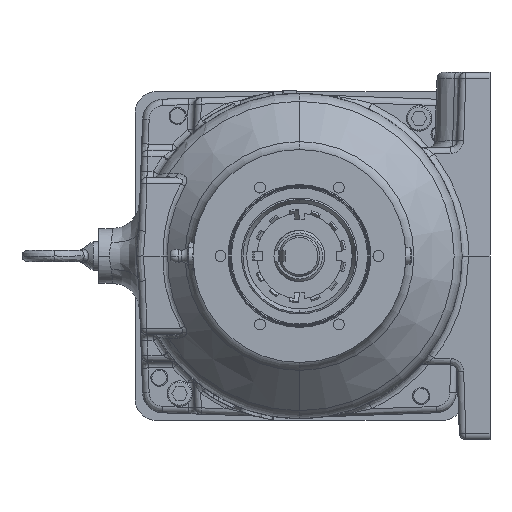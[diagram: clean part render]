
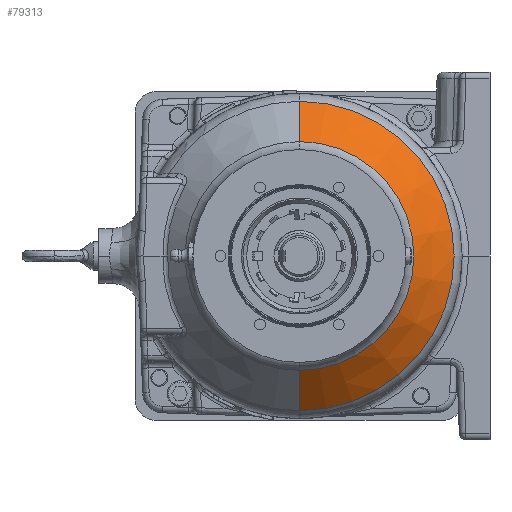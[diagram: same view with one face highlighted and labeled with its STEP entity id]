
A CAD part, left-side view. The second image highlights one B-rep face of the part: STEP entity #79313.
In plain terms, the highlighted conical face has half-angle 45 degrees and reference radius 49.67 mm.
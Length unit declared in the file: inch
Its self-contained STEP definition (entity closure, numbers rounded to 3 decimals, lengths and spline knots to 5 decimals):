
#1815 = VECTOR ( 'NONE', #130566, 39.37008 ) ;
#6145 = DIRECTION ( 'NONE',  ( 0., 0., -1. ) ) ;
#6619 = VERTEX_POINT ( 'NONE', #131682 ) ;
#7923 = DIRECTION ( 'NONE',  ( -1., 0., 0. ) ) ;
#9465 = CARTESIAN_POINT ( 'NONE',  ( -5.13119, 0., 2.84148 ) ) ;
#14046 = CIRCLE ( 'NONE', #103265, 2.84148 ) ;
#18536 = CARTESIAN_POINT ( 'NONE',  ( -6.01717, 0., 0. ) ) ;
#20054 = CARTESIAN_POINT ( 'NONE',  ( -6.01717, 0., -1.9555 ) ) ;
#26958 = AXIS2_PLACEMENT_3D ( 'NONE', #18536, #144802, #34297 ) ;
#29623 = ORIENTED_EDGE ( 'NONE', *, *, #170362, .T. ) ;
#30276 = VERTEX_POINT ( 'NONE', #9465 ) ;
#31315 = VERTEX_POINT ( 'NONE', #71128 ) ;
#34297 = DIRECTION ( 'NONE',  ( 0., 0., -1. ) ) ;
#43596 = EDGE_CURVE ( 'NONE', #31315, #6619, #145206, .T. ) ;
#44587 = ORIENTED_EDGE ( 'NONE', *, *, #149221, .T. ) ;
#44597 = AXIS2_PLACEMENT_3D ( 'NONE', #172406, #89465, #6145 ) ;
#63805 = FACE_OUTER_BOUND ( 'NONE', #116029, .T. ) ;
#68740 = ORIENTED_EDGE ( 'NONE', *, *, #43596, .T. ) ;
#71128 = CARTESIAN_POINT ( 'NONE',  ( -5.87072, 0., -2.10195 ) ) ;
#71235 = VERTEX_POINT ( 'NONE', #156190 ) ;
#73637 = CIRCLE ( 'NONE', #44597, 2.10195 ) ;
#78972 = CONICAL_SURFACE ( 'NONE', #26958, 1.9555, 0.785 ) ;
#79313 = ADVANCED_FACE ( 'NONE', ( #63805 ), #78972, .T. ) ;
#89465 = DIRECTION ( 'NONE',  ( 1., 0., 0. ) ) ;
#91240 = CARTESIAN_POINT ( 'NONE',  ( -5.13119, 0., 0. ) ) ;
#98392 = CARTESIAN_POINT ( 'NONE',  ( -6.01717, 0., 1.9555 ) ) ;
#103265 = AXIS2_PLACEMENT_3D ( 'NONE', #91240, #7923, #105101 ) ;
#105101 = DIRECTION ( 'NONE',  ( 0., 0., 1. ) ) ;
#116029 = EDGE_LOOP ( 'NONE', ( #168432, #29623, #68740, #44587 ) ) ;
#121235 = EDGE_CURVE ( 'NONE', #71235, #30276, #177330, .T. ) ;
#130566 = DIRECTION ( 'NONE',  ( 0.707, 0., -0.707 ) ) ;
#131682 = CARTESIAN_POINT ( 'NONE',  ( -5.13119, 0., -2.84148 ) ) ;
#144802 = DIRECTION ( 'NONE',  ( 1., 0., 0. ) ) ;
#144836 = VECTOR ( 'NONE', #158927, 39.37008 ) ;
#145206 = LINE ( 'NONE', #20054, #1815 ) ;
#149221 = EDGE_CURVE ( 'NONE', #6619, #30276, #14046, .T. ) ;
#156190 = CARTESIAN_POINT ( 'NONE',  ( -5.87072, 0., 2.10195 ) ) ;
#158927 = DIRECTION ( 'NONE',  ( 0.707, 0., 0.707 ) ) ;
#168432 = ORIENTED_EDGE ( 'NONE', *, *, #121235, .F. ) ;
#170362 = EDGE_CURVE ( 'NONE', #71235, #31315, #73637, .T. ) ;
#172406 = CARTESIAN_POINT ( 'NONE',  ( -5.87072, 0., 0. ) ) ;
#177330 = LINE ( 'NONE', #98392, #144836 ) ;
